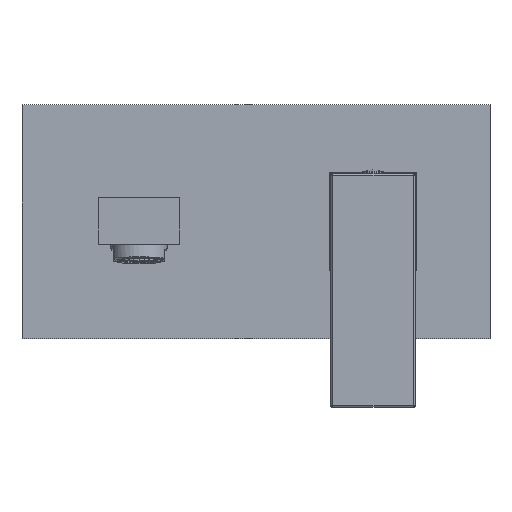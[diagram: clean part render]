
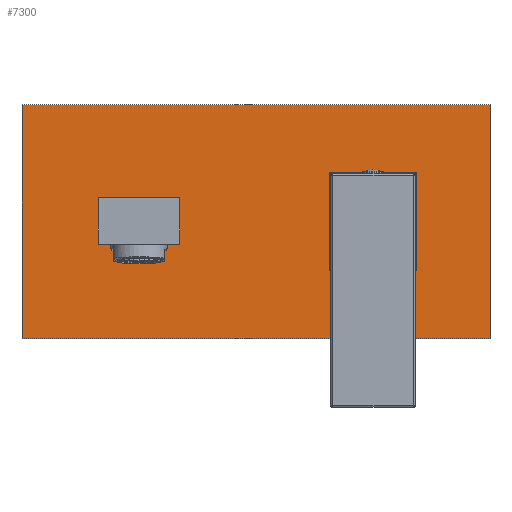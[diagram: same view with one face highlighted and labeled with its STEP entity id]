
A CAD part, top view. The second image highlights one B-rep face of the part: STEP entity #7300.
In plain terms, the highlighted planar face has unit normal (0, 0, 1).
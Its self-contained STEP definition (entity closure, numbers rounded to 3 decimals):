
#7003=DIRECTION('',(0.,1.,0.));
#7004=VECTOR('',#7003,100.);
#7005=CARTESIAN_POINT('',(50.,-50.,2.));
#7006=LINE('',#7005,#7004);
#7007=DIRECTION('',(1.,0.,0.));
#7008=VECTOR('',#7007,200.);
#7009=CARTESIAN_POINT('',(-150.,-50.,2.));
#7010=LINE('',#7009,#7008);
#7011=DIRECTION('',(0.,-1.,0.));
#7012=VECTOR('',#7011,100.);
#7013=CARTESIAN_POINT('',(-150.,50.,2.));
#7014=LINE('',#7013,#7012);
#7015=DIRECTION('',(-1.,0.,0.));
#7016=VECTOR('',#7015,200.);
#7017=CARTESIAN_POINT('',(50.,50.,2.));
#7018=LINE('',#7017,#7016);
#7019=DIRECTION('',(1.,0.,0.));
#7020=VECTOR('',#7019,37.);
#7021=CARTESIAN_POINT('',(-18.5,-21.,2.));
#7022=LINE('',#7021,#7020);
#7023=DIRECTION('',(0.,1.,0.));
#7024=VECTOR('',#7023,42.);
#7025=CARTESIAN_POINT('',(18.5,-21.,2.));
#7026=LINE('',#7025,#7024);
#7027=DIRECTION('',(-1.,0.,0.));
#7028=VECTOR('',#7027,37.);
#7029=CARTESIAN_POINT('',(18.5,21.,2.));
#7030=LINE('',#7029,#7028);
#7031=DIRECTION('',(0.,-1.,0.));
#7032=VECTOR('',#7031,42.);
#7033=CARTESIAN_POINT('',(-18.5,21.,2.));
#7034=LINE('',#7033,#7032);
#7035=CARTESIAN_POINT('',(-100.,0.,2.));
#7036=DIRECTION('',(0.,0.,1.));
#7037=DIRECTION('',(1.,0.,0.));
#7038=AXIS2_PLACEMENT_3D('',#7035,#7036,#7037);
#7040=CARTESIAN_POINT('',(-100.,0.,2.));
#7041=DIRECTION('',(0.,0.,1.));
#7042=DIRECTION('',(-1.,0.,0.));
#7043=AXIS2_PLACEMENT_3D('',#7040,#7041,#7042);
#7045=CARTESIAN_POINT('',(-86.,0.,2.));
#7046=DIRECTION('',(0.,0.,1.));
#7047=DIRECTION('',(1.,0.,0.));
#7048=AXIS2_PLACEMENT_3D('',#7045,#7046,#7047);
#7050=CARTESIAN_POINT('',(-86.,0.,2.));
#7051=DIRECTION('',(0.,0.,1.));
#7052=DIRECTION('',(-1.,0.,0.));
#7053=AXIS2_PLACEMENT_3D('',#7050,#7051,#7052);
#7055=CARTESIAN_POINT('',(-114.,0.,2.));
#7056=DIRECTION('',(0.,0.,1.));
#7057=DIRECTION('',(-1.,0.,0.));
#7058=AXIS2_PLACEMENT_3D('',#7055,#7056,#7057);
#7060=CARTESIAN_POINT('',(-114.,0.,2.));
#7061=DIRECTION('',(0.,0.,1.));
#7062=DIRECTION('',(1.,0.,0.));
#7063=AXIS2_PLACEMENT_3D('',#7060,#7061,#7062);
#7113=CARTESIAN_POINT('',(50.,-50.,2.));
#7114=CARTESIAN_POINT('',(50.,50.,2.));
#7115=VERTEX_POINT('',#7113);
#7116=VERTEX_POINT('',#7114);
#7117=CARTESIAN_POINT('',(-150.,50.,2.));
#7118=VERTEX_POINT('',#7117);
#7119=CARTESIAN_POINT('',(-150.,-50.,2.));
#7120=VERTEX_POINT('',#7119);
#7125=CARTESIAN_POINT('',(-91.,0.,2.));
#7126=CARTESIAN_POINT('',(-109.,0.,2.));
#7127=VERTEX_POINT('',#7125);
#7128=VERTEX_POINT('',#7126);
#7137=CARTESIAN_POINT('',(-18.5,-21.,2.));
#7138=CARTESIAN_POINT('',(18.5,-21.,2.));
#7139=VERTEX_POINT('',#7137);
#7140=VERTEX_POINT('',#7138);
#7141=CARTESIAN_POINT('',(18.5,21.,2.));
#7142=VERTEX_POINT('',#7141);
#7143=CARTESIAN_POINT('',(-18.5,21.,2.));
#7144=VERTEX_POINT('',#7143);
#7149=CARTESIAN_POINT('',(-83.75,0.,2.));
#7150=CARTESIAN_POINT('',(-88.25,0.,2.));
#7151=VERTEX_POINT('',#7149);
#7152=VERTEX_POINT('',#7150);
#7157=CARTESIAN_POINT('',(-116.25,0.,2.));
#7158=CARTESIAN_POINT('',(-111.75,0.,2.));
#7159=VERTEX_POINT('',#7157);
#7160=VERTEX_POINT('',#7158);
#7261=CARTESIAN_POINT('',(0.,0.,2.));
#7262=DIRECTION('',(0.,0.,1.));
#7263=DIRECTION('',(1.,0.,0.));
#7264=AXIS2_PLACEMENT_3D('',#7261,#7262,#7263);
#7265=PLANE('',#7264);
#7266=ORIENTED_EDGE('',*,*,#7213,.F.);
#7267=ORIENTED_EDGE('',*,*,#7228,.F.);
#7268=ORIENTED_EDGE('',*,*,#7242,.F.);
#7269=ORIENTED_EDGE('',*,*,#7255,.F.);
#7270=EDGE_LOOP('',(#7266,#7267,#7268,#7269));
#7271=FACE_OUTER_BOUND('',#7270,.F.);
#7273=ORIENTED_EDGE('',*,*,#7272,.T.);
#7275=ORIENTED_EDGE('',*,*,#7274,.T.);
#7277=ORIENTED_EDGE('',*,*,#7276,.T.);
#7279=ORIENTED_EDGE('',*,*,#7278,.T.);
#7280=EDGE_LOOP('',(#7273,#7275,#7277,#7279));
#7281=FACE_BOUND('',#7280,.F.);
#7283=ORIENTED_EDGE('',*,*,#7282,.T.);
#7285=ORIENTED_EDGE('',*,*,#7284,.T.);
#7286=EDGE_LOOP('',(#7283,#7285));
#7287=FACE_BOUND('',#7286,.F.);
#7289=ORIENTED_EDGE('',*,*,#7288,.T.);
#7291=ORIENTED_EDGE('',*,*,#7290,.T.);
#7292=EDGE_LOOP('',(#7289,#7291));
#7293=FACE_BOUND('',#7292,.F.);
#7295=ORIENTED_EDGE('',*,*,#7294,.T.);
#7297=ORIENTED_EDGE('',*,*,#7296,.T.);
#7298=EDGE_LOOP('',(#7295,#7297));
#7299=FACE_BOUND('',#7298,.F.);
#7300=ADVANCED_FACE('',(#7271,#7281,#7287,#7293,#7299),#7265,.T.);
#7039=CIRCLE('',#7038,9.);
#7044=CIRCLE('',#7043,9.);
#7049=CIRCLE('',#7048,2.25);
#7054=CIRCLE('',#7053,2.25);
#7059=CIRCLE('',#7058,2.25);
#7064=CIRCLE('',#7063,2.25);
#7213=EDGE_CURVE('',#7115,#7116,#7006,.T.);
#7228=EDGE_CURVE('',#7120,#7115,#7010,.T.);
#7242=EDGE_CURVE('',#7118,#7120,#7014,.T.);
#7255=EDGE_CURVE('',#7116,#7118,#7018,.T.);
#7272=EDGE_CURVE('',#7139,#7140,#7022,.T.);
#7274=EDGE_CURVE('',#7140,#7142,#7026,.T.);
#7276=EDGE_CURVE('',#7142,#7144,#7030,.T.);
#7278=EDGE_CURVE('',#7144,#7139,#7034,.T.);
#7282=EDGE_CURVE('',#7127,#7128,#7039,.T.);
#7284=EDGE_CURVE('',#7128,#7127,#7044,.T.);
#7288=EDGE_CURVE('',#7151,#7152,#7049,.T.);
#7290=EDGE_CURVE('',#7152,#7151,#7054,.T.);
#7294=EDGE_CURVE('',#7159,#7160,#7059,.T.);
#7296=EDGE_CURVE('',#7160,#7159,#7064,.T.);
